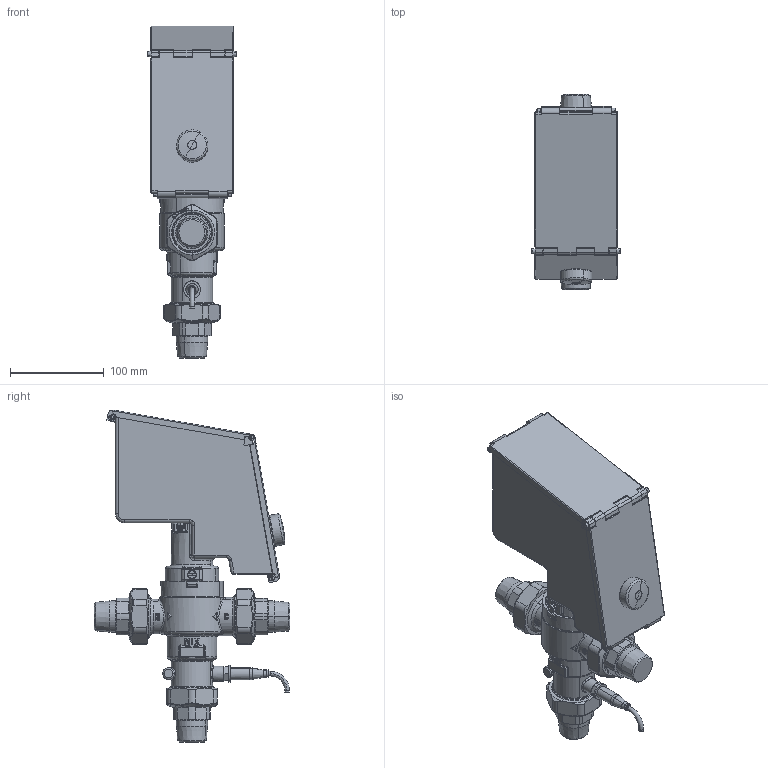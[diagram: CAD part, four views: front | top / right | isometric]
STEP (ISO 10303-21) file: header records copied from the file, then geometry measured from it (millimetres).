
FILE_DESCRIPTION(('CATIA V5 STEP Exchange'),'2;1');
FILE_NAME('STEP_600065_-_TST.stp','2017-11-23T08:36:00+00:00',('none'),('none'),'CATIA Version 5-6 Release 2016 SP4','CATIA V5 STEP AP203','none');
FILE_SCHEMA(('CONFIG_CONTROL_DESIGN'));
Products named in the file (1): _600065est0001_sw0001
Bounding box: 95.47 x 209 x 354.58 mm (x, y, z)
Surface area: 215828 mm2 (no closed solid volume)
Topology: 0 solids, 91 shells, 1506 faces, 5056 edges, 3486 vertices
Faces by surface type: bspline 497, cylinder 372, plane 338, cone 153, torus 90, sphere 56
Entity records: 78979 total; most frequent: CARTESIAN_POINT 45488, ORIENTED_EDGE 7757, EDGE_CURVE 5015, DIRECTION 4224, VERTEX_POINT 3486, B_SPLINE_CURVE_WITH_KNOTS 1964, AXIS2_PLACEMENT_3D 1797, ADVANCED_FACE 1506
